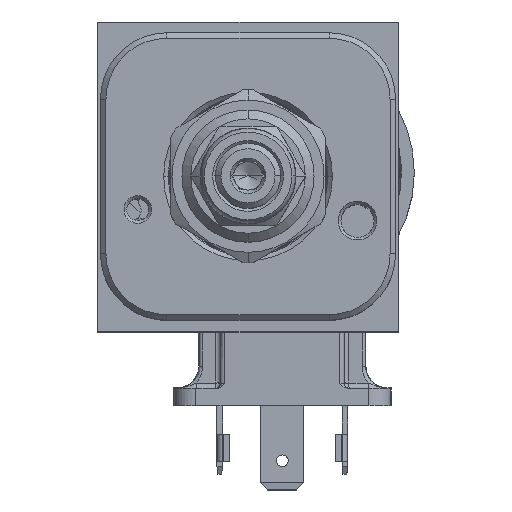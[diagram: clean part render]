
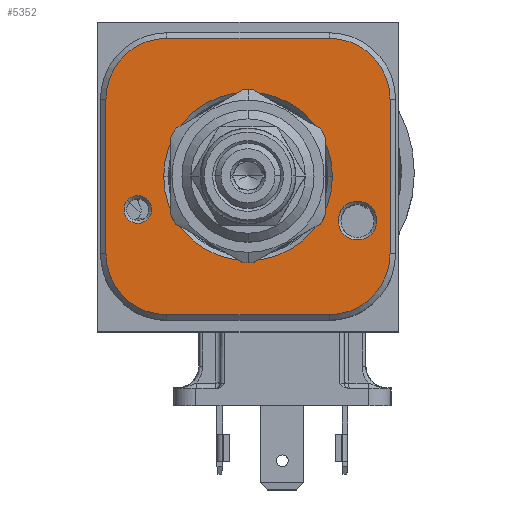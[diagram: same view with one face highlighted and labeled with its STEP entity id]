
A CAD part, top view. The second image highlights one B-rep face of the part: STEP entity #5352.
In plain terms, the highlighted planar face has unit normal (0, 0, 1).
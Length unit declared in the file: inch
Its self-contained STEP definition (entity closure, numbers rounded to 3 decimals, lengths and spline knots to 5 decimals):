
#553=CARTESIAN_POINT('',(0.85,-0.875,4.688));
#554=DIRECTION('',(0.,0.,-1.));
#555=DIRECTION('',(-1.,0.,0.));
#556=AXIS2_PLACEMENT_3D('',#553,#554,#555);
#558=CARTESIAN_POINT('',(0.85,-0.875,4.688));
#559=DIRECTION('',(0.,0.,-1.));
#560=DIRECTION('',(1.,0.,0.));
#561=AXIS2_PLACEMENT_3D('',#558,#559,#560);
#563=CARTESIAN_POINT('',(1.469,-1.125,4.688));
#564=DIRECTION('',(0.,0.,-1.));
#565=DIRECTION('',(-0.766,0.643,0.));
#566=AXIS2_PLACEMENT_3D('',#563,#564,#565);
#568=CARTESIAN_POINT('',(1.469,-1.125,4.688));
#569=DIRECTION('',(0.,0.,-1.));
#570=DIRECTION('',(0.766,-0.643,0.));
#571=AXIS2_PLACEMENT_3D('',#568,#569,#570);
#573=CARTESIAN_POINT('',(0.227,-1.062,4.688));
#574=DIRECTION('',(0.,0.,-1.));
#575=DIRECTION('',(-0.766,0.643,0.));
#576=AXIS2_PLACEMENT_3D('',#573,#574,#575);
#578=CARTESIAN_POINT('',(0.227,-1.062,4.688));
#579=DIRECTION('',(0.,0.,-1.));
#580=DIRECTION('',(0.766,-0.643,0.));
#581=AXIS2_PLACEMENT_3D('',#578,#579,#580);
#3723=CARTESIAN_POINT('',(1.309,-1.313,4.688));
#3724=DIRECTION('',(0.,0.,-1.));
#3725=DIRECTION('',(1.,0.,0.));
#3726=AXIS2_PLACEMENT_3D('',#3723,#3724,#3725);
#3737=DIRECTION('',(0.,-1.,0.));
#3738=VECTOR('',#3737,0.875);
#3739=CARTESIAN_POINT('',(1.653,-0.438,4.688));
#3740=LINE('',#3739,#3738);
#3749=CARTESIAN_POINT('',(1.309,-0.438,4.688));
#3750=DIRECTION('',(0.,0.,-1.));
#3751=DIRECTION('',(0.,1.,0.));
#3752=AXIS2_PLACEMENT_3D('',#3749,#3750,#3751);
#3763=DIRECTION('',(1.,0.,0.));
#3764=VECTOR('',#3763,0.918);
#3765=CARTESIAN_POINT('',(0.391,-0.094,4.688));
#3766=LINE('',#3765,#3764);
#3775=CARTESIAN_POINT('',(0.391,-0.438,4.688));
#3776=DIRECTION('',(0.,0.,-1.));
#3777=DIRECTION('',(-1.,0.,0.));
#3778=AXIS2_PLACEMENT_3D('',#3775,#3776,#3777);
#3789=DIRECTION('',(0.,1.,0.));
#3790=VECTOR('',#3789,0.875);
#3791=CARTESIAN_POINT('',(0.047,-1.313,4.688));
#3792=LINE('',#3791,#3790);
#3797=CARTESIAN_POINT('',(0.391,-1.313,4.688));
#3798=DIRECTION('',(0.,0.,-1.));
#3799=DIRECTION('',(0.,-1.,0.));
#3800=AXIS2_PLACEMENT_3D('',#3797,#3798,#3799);
#3815=DIRECTION('',(-1.,0.,0.));
#3816=VECTOR('',#3815,0.918);
#3817=CARTESIAN_POINT('',(1.309,-1.657,4.688));
#3818=LINE('',#3817,#3816);
#4667=CARTESIAN_POINT('',(0.373,-0.875,4.688));
#4668=CARTESIAN_POINT('',(1.327,-0.875,4.688));
#4669=VERTEX_POINT('',#4667);
#4670=VERTEX_POINT('',#4668);
#4735=CARTESIAN_POINT('',(1.38512,-1.05461,4.688));
#4736=CARTESIAN_POINT('',(1.55288,-1.19539,4.688));
#4737=VERTEX_POINT('',#4735);
#4738=VERTEX_POINT('',#4736);
#4772=CARTESIAN_POINT('',(0.047,-1.313,4.688));
#4773=CARTESIAN_POINT('',(0.047,-0.438,4.688));
#4774=VERTEX_POINT('',#4772);
#4775=VERTEX_POINT('',#4773);
#4780=CARTESIAN_POINT('',(0.391,-0.094,4.688));
#4781=VERTEX_POINT('',#4780);
#4784=CARTESIAN_POINT('',(1.309,-0.094,4.688));
#4785=VERTEX_POINT('',#4784);
#4788=CARTESIAN_POINT('',(1.653,-0.438,4.688));
#4789=VERTEX_POINT('',#4788);
#4792=CARTESIAN_POINT('',(1.653,-1.313,4.688));
#4793=VERTEX_POINT('',#4792);
#4796=CARTESIAN_POINT('',(1.309,-1.657,4.688));
#4797=VERTEX_POINT('',#4796);
#4800=CARTESIAN_POINT('',(0.391,-1.657,4.688));
#4801=VERTEX_POINT('',#4800);
#4816=CARTESIAN_POINT('',(0.16725,-1.01186,
4.688));
#4817=CARTESIAN_POINT('',(0.28675,-1.11214,
4.688));
#4818=VERTEX_POINT('',#4816);
#4819=VERTEX_POINT('',#4817);
#5312=CARTESIAN_POINT('',(0.,0.,4.688));
#5313=DIRECTION('',(0.,0.,1.));
#5314=DIRECTION('',(1.,0.,0.));
#5315=AXIS2_PLACEMENT_3D('',#5312,#5313,#5314);
#5316=PLANE('',#5315);
#5318=ORIENTED_EDGE('',*,*,#5317,.T.);
#5320=ORIENTED_EDGE('',*,*,#5319,.T.);
#5322=ORIENTED_EDGE('',*,*,#5321,.T.);
#5324=ORIENTED_EDGE('',*,*,#5323,.T.);
#5326=ORIENTED_EDGE('',*,*,#5325,.T.);
#5328=ORIENTED_EDGE('',*,*,#5327,.T.);
#5330=ORIENTED_EDGE('',*,*,#5329,.T.);
#5332=ORIENTED_EDGE('',*,*,#5331,.T.);
#5333=EDGE_LOOP('',(#5318,#5320,#5322,#5324,#5326,#5328,#5330,#5332));
#5334=FACE_OUTER_BOUND('',#5333,.F.);
#5336=ORIENTED_EDGE('',*,*,#5335,.F.);
#5338=ORIENTED_EDGE('',*,*,#5337,.F.);
#5339=EDGE_LOOP('',(#5336,#5338));
#5340=FACE_BOUND('',#5339,.F.);
#5342=ORIENTED_EDGE('',*,*,#5341,.F.);
#5344=ORIENTED_EDGE('',*,*,#5343,.F.);
#5345=EDGE_LOOP('',(#5342,#5344));
#5346=FACE_BOUND('',#5345,.F.);
#5348=ORIENTED_EDGE('',*,*,#5347,.F.);
#5349=ORIENTED_EDGE('',*,*,#5302,.F.);
#5350=EDGE_LOOP('',(#5348,#5349));
#5351=FACE_BOUND('',#5350,.F.);
#5352=ADVANCED_FACE('',(#5334,#5340,#5346,#5351),#5316,.T.);
#557=CIRCLE('',#556,0.477);
#562=CIRCLE('',#561,0.477);
#567=CIRCLE('',#566,0.1095);
#572=CIRCLE('',#571,0.1095);
#577=CIRCLE('',#576,0.078);
#582=CIRCLE('',#581,0.078);
#3727=CIRCLE('',#3726,0.344);
#3753=CIRCLE('',#3752,0.344);
#3779=CIRCLE('',#3778,0.344);
#3801=CIRCLE('',#3800,0.344);
#5302=EDGE_CURVE('',#4819,#4818,#582,.T.);
#5317=EDGE_CURVE('',#4793,#4797,#3727,.T.);
#5319=EDGE_CURVE('',#4797,#4801,#3818,.T.);
#5321=EDGE_CURVE('',#4801,#4774,#3801,.T.);
#5323=EDGE_CURVE('',#4774,#4775,#3792,.T.);
#5325=EDGE_CURVE('',#4775,#4781,#3779,.T.);
#5327=EDGE_CURVE('',#4781,#4785,#3766,.T.);
#5329=EDGE_CURVE('',#4785,#4789,#3753,.T.);
#5331=EDGE_CURVE('',#4789,#4793,#3740,.T.);
#5335=EDGE_CURVE('',#4737,#4738,#567,.T.);
#5337=EDGE_CURVE('',#4738,#4737,#572,.T.);
#5341=EDGE_CURVE('',#4669,#4670,#557,.T.);
#5343=EDGE_CURVE('',#4670,#4669,#562,.T.);
#5347=EDGE_CURVE('',#4818,#4819,#577,.T.);
